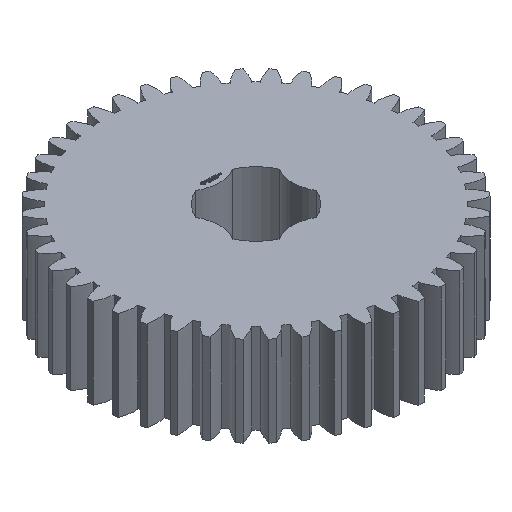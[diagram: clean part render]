
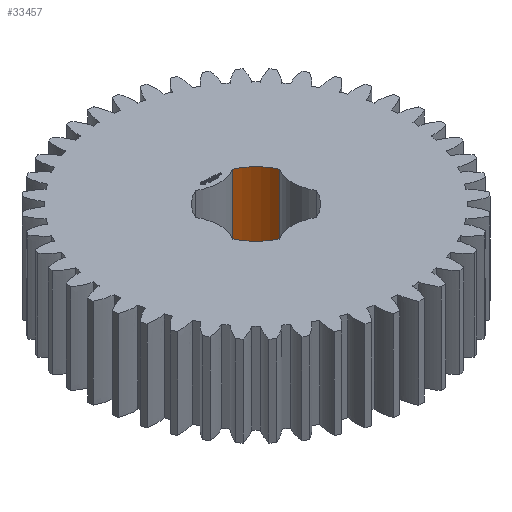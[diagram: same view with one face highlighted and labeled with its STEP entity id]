
A CAD part, isometric view. The second image highlights one B-rep face of the part: STEP entity #33457.
In plain terms, the highlighted cylindrical face has radius 6.35 mm (diameter 12.7 mm), a partial arc.
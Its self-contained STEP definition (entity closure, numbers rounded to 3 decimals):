
#93 = PLANE('',#94);
#94 = AXIS2_PLACEMENT_3D('',#95,#96,#97);
#95 = CARTESIAN_POINT('',(0.,0.,12.5));
#96 = DIRECTION('',(0.,0.,1.));
#97 = DIRECTION('',(1.,0.,0.));
#168 = PLANE('',#169);
#169 = AXIS2_PLACEMENT_3D('',#170,#171,#172);
#170 = CARTESIAN_POINT('',(0.,0.,0.));
#171 = DIRECTION('',(0.,0.,1.));
#172 = DIRECTION('',(1.,0.,0.));
#10344 = VERTEX_POINT('',#10345);
#10345 = CARTESIAN_POINT('',(2.55,5.816,0.));
#10360 = CYLINDRICAL_SURFACE('',#10361,4.9);
#10361 = AXIS2_PLACEMENT_3D('',#10362,#10363,#10364);
#10362 = CARTESIAN_POINT('',(0.,10.,0.));
#10363 = DIRECTION('',(0.,-0.,-1.));
#10364 = DIRECTION('',(0.707,0.707,0.));
#10372 = EDGE_CURVE('',#10373,#10344,#10375,.T.);
#10373 = VERTEX_POINT('',#10374);
#10374 = CARTESIAN_POINT('',(5.816,2.55,0.));
#10375 = SURFACE_CURVE('',#10376,(#10381,#10388),.PCURVE_S1.);
#10376 = CIRCLE('',#10377,6.35);
#10377 = AXIS2_PLACEMENT_3D('',#10378,#10379,#10380);
#10378 = CARTESIAN_POINT('',(0.,0.,0.));
#10379 = DIRECTION('',(0.,-0.,1.));
#10380 = DIRECTION('',(0.707,0.707,0.));
#10381 = PCURVE('',#168,#10382);
#10382 = DEFINITIONAL_REPRESENTATION('',(#10383),#10387);
#10383 = CIRCLE('',#10384,6.35);
#10384 = AXIS2_PLACEMENT_2D('',#10385,#10386);
#10385 = CARTESIAN_POINT('',(0.,0.));
#10386 = DIRECTION('',(0.707,0.707));
#10387 = ( GEOMETRIC_REPRESENTATION_CONTEXT(2) 
PARAMETRIC_REPRESENTATION_CONTEXT() REPRESENTATION_CONTEXT('2D SPACE',''
  ) );
#10388 = PCURVE('',#10389,#10394);
#10389 = CYLINDRICAL_SURFACE('',#10390,6.35);
#10390 = AXIS2_PLACEMENT_3D('',#10391,#10392,#10393);
#10391 = CARTESIAN_POINT('',(0.,0.,0.));
#10392 = DIRECTION('',(0.,-0.,-1.));
#10393 = DIRECTION('',(0.707,0.707,0.));
#10394 = DEFINITIONAL_REPRESENTATION('',(#10395),#10399);
#10395 = LINE('',#10396,#10397);
#10396 = CARTESIAN_POINT('',(-0.,0.));
#10397 = VECTOR('',#10398,1.);
#10398 = DIRECTION('',(-1.,0.));
#10399 = ( GEOMETRIC_REPRESENTATION_CONTEXT(2) 
PARAMETRIC_REPRESENTATION_CONTEXT() REPRESENTATION_CONTEXT('2D SPACE',''
  ) );
#10418 = CYLINDRICAL_SURFACE('',#10419,4.9);
#10419 = AXIS2_PLACEMENT_3D('',#10420,#10421,#10422);
#10420 = CARTESIAN_POINT('',(10.,0.,0.));
#10421 = DIRECTION('',(0.,-0.,-1.));
#10422 = DIRECTION('',(0.707,0.707,0.));
#17652 = VERTEX_POINT('',#17653);
#17653 = CARTESIAN_POINT('',(2.55,5.816,12.5));
#17675 = EDGE_CURVE('',#17676,#17652,#17678,.T.);
#17676 = VERTEX_POINT('',#17677);
#17677 = CARTESIAN_POINT('',(5.816,2.55,12.5));
#17678 = SURFACE_CURVE('',#17679,(#17684,#17691),.PCURVE_S1.);
#17679 = CIRCLE('',#17680,6.35);
#17680 = AXIS2_PLACEMENT_3D('',#17681,#17682,#17683);
#17681 = CARTESIAN_POINT('',(0.,0.,12.5)
  );
#17682 = DIRECTION('',(0.,-0.,1.));
#17683 = DIRECTION('',(0.707,0.707,0.));
#17684 = PCURVE('',#93,#17685);
#17685 = DEFINITIONAL_REPRESENTATION('',(#17686),#17690);
#17686 = CIRCLE('',#17687,6.35);
#17687 = AXIS2_PLACEMENT_2D('',#17688,#17689);
#17688 = CARTESIAN_POINT('',(0.,0.));
#17689 = DIRECTION('',(0.707,0.707));
#17690 = ( GEOMETRIC_REPRESENTATION_CONTEXT(2) 
PARAMETRIC_REPRESENTATION_CONTEXT() REPRESENTATION_CONTEXT('2D SPACE',''
  ) );
#17691 = PCURVE('',#10389,#17692);
#17692 = DEFINITIONAL_REPRESENTATION('',(#17693),#17697);
#17693 = LINE('',#17694,#17695);
#17694 = CARTESIAN_POINT('',(-0.,-12.5));
#17695 = VECTOR('',#17696,1.);
#17696 = DIRECTION('',(-1.,0.));
#17697 = ( GEOMETRIC_REPRESENTATION_CONTEXT(2) 
PARAMETRIC_REPRESENTATION_CONTEXT() REPRESENTATION_CONTEXT('2D SPACE',''
  ) );
#33434 = EDGE_CURVE('',#10373,#17676,#33435,.T.);
#33435 = SURFACE_CURVE('',#33436,(#33440,#33447),.PCURVE_S1.);
#33436 = LINE('',#33437,#33438);
#33437 = CARTESIAN_POINT('',(5.816,2.55,0.));
#33438 = VECTOR('',#33439,1.);
#33439 = DIRECTION('',(0.,0.,1.));
#33440 = PCURVE('',#10418,#33441);
#33441 = DEFINITIONAL_REPRESENTATION('',(#33442),#33446);
#33442 = LINE('',#33443,#33444);
#33443 = CARTESIAN_POINT('',(-1.809,0.));
#33444 = VECTOR('',#33445,1.);
#33445 = DIRECTION('',(-0.,-1.));
#33446 = ( GEOMETRIC_REPRESENTATION_CONTEXT(2) 
PARAMETRIC_REPRESENTATION_CONTEXT() REPRESENTATION_CONTEXT('2D SPACE',''
  ) );
#33447 = PCURVE('',#10389,#33448);
#33448 = DEFINITIONAL_REPRESENTATION('',(#33449),#33453);
#33449 = LINE('',#33450,#33451);
#33450 = CARTESIAN_POINT('',(-5.911,0.));
#33451 = VECTOR('',#33452,1.);
#33452 = DIRECTION('',(-0.,-1.));
#33453 = ( GEOMETRIC_REPRESENTATION_CONTEXT(2) 
PARAMETRIC_REPRESENTATION_CONTEXT() REPRESENTATION_CONTEXT('2D SPACE',''
  ) );
#33457 = ADVANCED_FACE('',(#33458),#10389,.F.);
#33458 = FACE_BOUND('',#33459,.T.);
#33459 = EDGE_LOOP('',(#33460,#33461,#33462,#33483));
#33460 = ORIENTED_EDGE('',*,*,#33434,.T.);
#33461 = ORIENTED_EDGE('',*,*,#17675,.T.);
#33462 = ORIENTED_EDGE('',*,*,#33463,.F.);
#33463 = EDGE_CURVE('',#10344,#17652,#33464,.T.);
#33464 = SURFACE_CURVE('',#33465,(#33469,#33476),.PCURVE_S1.);
#33465 = LINE('',#33466,#33467);
#33466 = CARTESIAN_POINT('',(2.55,5.816,0.));
#33467 = VECTOR('',#33468,1.);
#33468 = DIRECTION('',(0.,0.,1.));
#33469 = PCURVE('',#10389,#33470);
#33470 = DEFINITIONAL_REPRESENTATION('',(#33471),#33475);
#33471 = LINE('',#33472,#33473);
#33472 = CARTESIAN_POINT('',(-6.655,0.));
#33473 = VECTOR('',#33474,1.);
#33474 = DIRECTION('',(-0.,-1.));
#33475 = ( GEOMETRIC_REPRESENTATION_CONTEXT(2) 
PARAMETRIC_REPRESENTATION_CONTEXT() REPRESENTATION_CONTEXT('2D SPACE',''
  ) );
#33476 = PCURVE('',#10360,#33477);
#33477 = DEFINITIONAL_REPRESENTATION('',(#33478),#33482);
#33478 = LINE('',#33479,#33480);
#33479 = CARTESIAN_POINT('',(-4.474,0.));
#33480 = VECTOR('',#33481,1.);
#33481 = DIRECTION('',(-0.,-1.));
#33482 = ( GEOMETRIC_REPRESENTATION_CONTEXT(2) 
PARAMETRIC_REPRESENTATION_CONTEXT() REPRESENTATION_CONTEXT('2D SPACE',''
  ) );
#33483 = ORIENTED_EDGE('',*,*,#10372,.F.);
